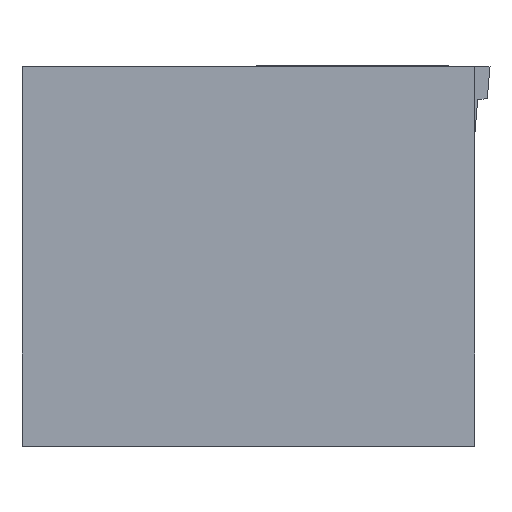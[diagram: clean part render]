
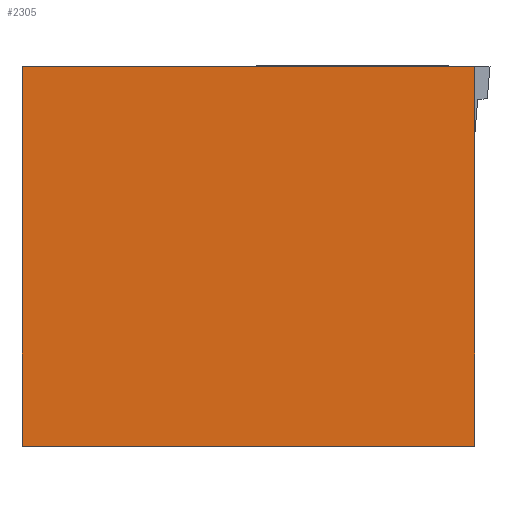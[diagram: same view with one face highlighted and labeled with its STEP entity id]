
A CAD part, left-side view. The second image highlights one B-rep face of the part: STEP entity #2305.
In plain terms, the highlighted planar face has unit normal (-1, 0, 0).
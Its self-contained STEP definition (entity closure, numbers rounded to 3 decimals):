
#1237 = CARTESIAN_POINT ( 'NONE',  ( 0., 0., 0. ) ) ;
#1249 = LINE ( 'NONE', #1294, #1293 ) ;
#1274 = CARTESIAN_POINT ( 'NONE',  ( 0., 37.592, 31.496 ) ) ;
#1281 = CARTESIAN_POINT ( 'NONE',  ( 0., 0., 31.496 ) ) ;
#1292 = DIRECTION ( 'NONE',  ( 0., 0., -1. ) ) ;
#1293 = VECTOR ( 'NONE', #1292, 1000. ) ;
#1294 = CARTESIAN_POINT ( 'NONE',  ( 0., 0., 31.496 ) ) ;
#1313 = DIRECTION ( 'NONE',  ( 0., -1., 0. ) ) ;
#1314 = VECTOR ( 'NONE', #1313, 1000. ) ;
#1315 = CARTESIAN_POINT ( 'NONE',  ( 0., 37.592, 31.496 ) ) ;
#1321 = LINE ( 'NONE', #1315, #1314 ) ;
#1354 = AXIS2_PLACEMENT_3D ( 'NONE', #1422, #1421, #1420 ) ;
#1389 = FACE_OUTER_BOUND ( 'NONE', #2309, .T. ) ;
#1392 = PLANE ( 'NONE',  #1354 ) ;
#1416 = DIRECTION ( 'NONE',  ( 0., -1., 0. ) ) ;
#1417 = VECTOR ( 'NONE', #1416, 1000. ) ;
#1418 = CARTESIAN_POINT ( 'NONE',  ( 0., 37.592, 0. ) ) ;
#1419 = LINE ( 'NONE', #1418, #1417 ) ;
#1420 = DIRECTION ( 'NONE',  ( 0., 1., 0. ) ) ;
#1421 = DIRECTION ( 'NONE',  ( 1., 0., 0. ) ) ;
#1422 = CARTESIAN_POINT ( 'NONE',  ( 0., 37.592, 31.496 ) ) ;
#1436 = DIRECTION ( 'NONE',  ( 0., 0., -1. ) ) ;
#1437 = VECTOR ( 'NONE', #1436, 1000. ) ;
#1438 = CARTESIAN_POINT ( 'NONE',  ( 0., 37.592, 31.496 ) ) ;
#1447 = LINE ( 'NONE', #1438, #1437 ) ;
#1449 = CARTESIAN_POINT ( 'NONE',  ( 0., 37.592, 0. ) ) ;
#2239 = EDGE_CURVE ( 'NONE', #2246, #2240, #1249, .T. ) ;
#2240 = VERTEX_POINT ( 'NONE', #1237 ) ;
#2246 = VERTEX_POINT ( 'NONE', #1281 ) ;
#2250 = VERTEX_POINT ( 'NONE', #1274 ) ;
#2252 = EDGE_CURVE ( 'NONE', #2250, #2246, #1321, .T. ) ;
#2281 = ORIENTED_EDGE ( 'NONE', *, *, #2326, .T. ) ;
#2305 = ADVANCED_FACE ( 'NONE', ( #1389 ), #1392, .F. ) ;
#2306 = ORIENTED_EDGE ( 'NONE', *, *, #2252, .F. ) ;
#2307 = ORIENTED_EDGE ( 'NONE', *, *, #2308, .T. ) ;
#2308 = EDGE_CURVE ( 'NONE', #2321, #2240, #1419, .T. ) ;
#2309 = EDGE_LOOP ( 'NONE', ( #2307, #2311, #2306, #2281 ) ) ;
#2311 = ORIENTED_EDGE ( 'NONE', *, *, #2239, .F. ) ;
#2321 = VERTEX_POINT ( 'NONE', #1449 ) ;
#2326 = EDGE_CURVE ( 'NONE', #2250, #2321, #1447, .T. ) ;
